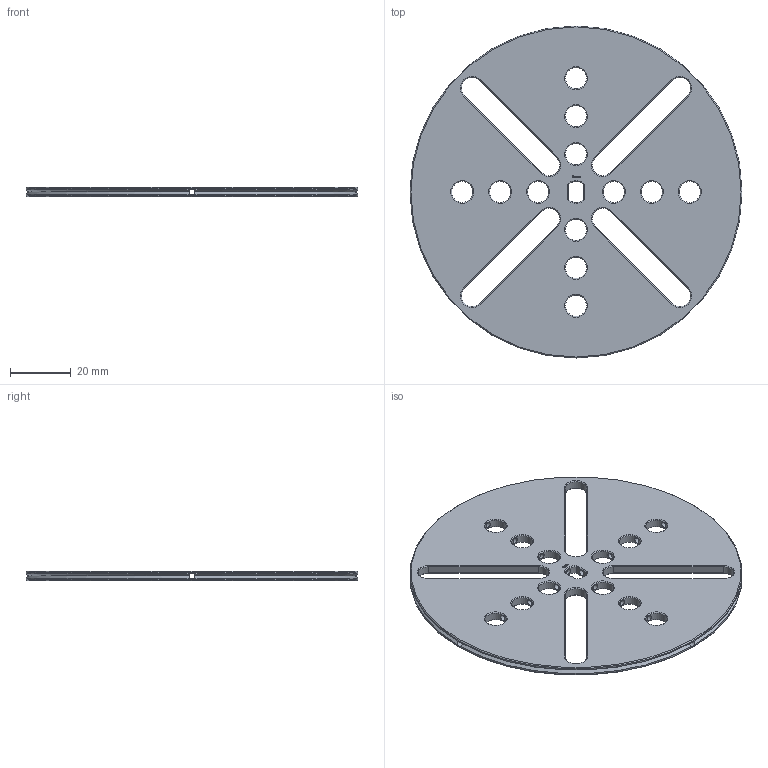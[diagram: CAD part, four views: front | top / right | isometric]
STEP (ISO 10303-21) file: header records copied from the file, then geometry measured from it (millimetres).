
FILE_DESCRIPTION(('FreeCAD Model'),'2;1');
FILE_NAME('Open CASCADE Shape Model','2023-11-14T00:40:59',(''),(''), 'Open CASCADE STEP processor 7.6','FreeCAD','Unknown');
FILE_SCHEMA(('AUTOMOTIVE_DESIGN { 1 0 10303 214 1 1 1 1 }'));
Length unit declared in the file: millimetre
Products named in the file (1): Washer FXD OCT BU08.75x00.25 - SPN-WSR-0032 (stemfie.org)
Bounding box: 109.38 x 109.38 x 3.12 mm (x, y, z)
Volume: 23457.8 mm3; surface area: 19271.3 mm2
Topology: 1 solids, 1 shells, 627 faces, 1764 edges, 1154 vertices
Faces by surface type: plane 341, extrusion 192, cone 54, cylinder 40
Full cylindrical faces by diameter (mm): 2 x16, 7 x12, 109.375 x2
Entity records: 48109 total; most frequent: CARTESIAN_POINT 14431, DIRECTION 5412, VECTOR 4298, LINE 4106, ORIENTED_EDGE 3528, PCURVE 3528, DEFINITIONAL_REPRESENTATION 3528, EDGE_CURVE 1764
